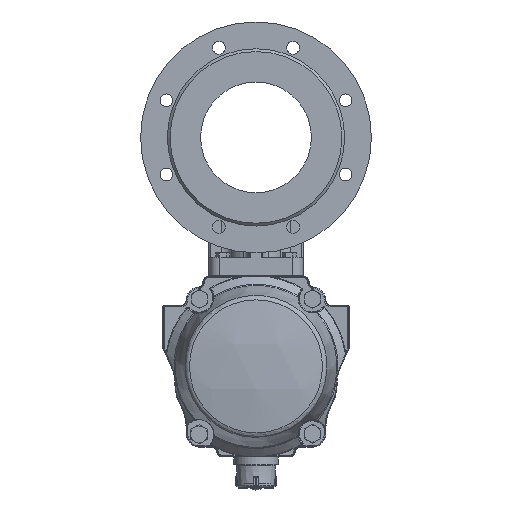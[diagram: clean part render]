
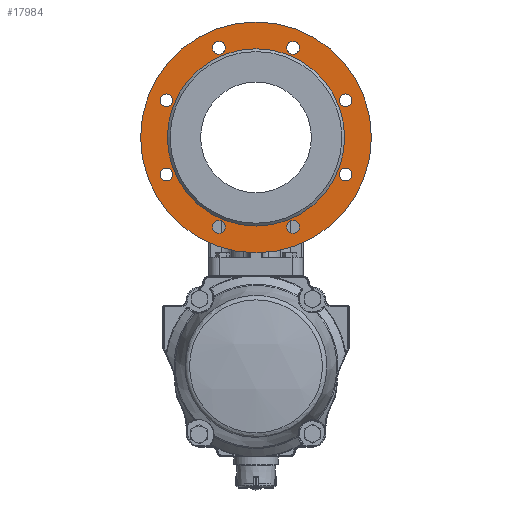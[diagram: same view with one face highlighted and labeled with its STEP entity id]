
A CAD part, front view. The second image highlights one B-rep face of the part: STEP entity #17984.
In plain terms, the highlighted planar face has unit normal (0, -1, 0).
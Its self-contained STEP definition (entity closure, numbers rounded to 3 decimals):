
#1676=CIRCLE('',#19227,125.);
#1691=CIRCLE('',#19244,6.918);
#1692=CIRCLE('',#19245,6.918);
#1693=CIRCLE('',#19246,6.918);
#1694=CIRCLE('',#19247,6.918);
#1695=CIRCLE('',#19248,6.918);
#1696=CIRCLE('',#19249,6.918);
#1697=CIRCLE('',#19250,6.918);
#1698=CIRCLE('',#19251,6.918);
#1699=CIRCLE('',#19252,96.);
#3021=ORIENTED_EDGE('',*,*,#7821,.F.);
#3022=ORIENTED_EDGE('',*,*,#7822,.F.);
#3023=ORIENTED_EDGE('',*,*,#7823,.F.);
#3024=ORIENTED_EDGE('',*,*,#7824,.F.);
#3025=ORIENTED_EDGE('',*,*,#7825,.F.);
#3026=ORIENTED_EDGE('',*,*,#7826,.F.);
#3027=ORIENTED_EDGE('',*,*,#7827,.F.);
#3028=ORIENTED_EDGE('',*,*,#7828,.F.);
#3029=ORIENTED_EDGE('',*,*,#7804,.T.);
#3030=ORIENTED_EDGE('',*,*,#7829,.T.);
#7804=EDGE_CURVE('',#10209,#10209,#1676,.T.);
#7821=EDGE_CURVE('',#10226,#10226,#1691,.T.);
#7822=EDGE_CURVE('',#10227,#10227,#1692,.T.);
#7823=EDGE_CURVE('',#10228,#10228,#1693,.T.);
#7824=EDGE_CURVE('',#10229,#10229,#1694,.T.);
#7825=EDGE_CURVE('',#10230,#10230,#1695,.T.);
#7826=EDGE_CURVE('',#10231,#10231,#1696,.T.);
#7827=EDGE_CURVE('',#10232,#10232,#1697,.T.);
#7828=EDGE_CURVE('',#10233,#10233,#1698,.T.);
#7829=EDGE_CURVE('',#10234,#10234,#1699,.T.);
#10209=VERTEX_POINT('',#26637);
#10226=VERTEX_POINT('',#26673);
#10227=VERTEX_POINT('',#26675);
#10228=VERTEX_POINT('',#26677);
#10229=VERTEX_POINT('',#26679);
#10230=VERTEX_POINT('',#26681);
#10231=VERTEX_POINT('',#26683);
#10232=VERTEX_POINT('',#26685);
#10233=VERTEX_POINT('',#26687);
#10234=VERTEX_POINT('',#26689);
#13192=EDGE_LOOP('',(#3021));
#13193=EDGE_LOOP('',(#3022));
#13194=EDGE_LOOP('',(#3023));
#13195=EDGE_LOOP('',(#3024));
#13196=EDGE_LOOP('',(#3025));
#13197=EDGE_LOOP('',(#3026));
#13198=EDGE_LOOP('',(#3027));
#13199=EDGE_LOOP('',(#3028));
#13200=EDGE_LOOP('',(#3029));
#13201=EDGE_LOOP('',(#3030));
#14507=FACE_BOUND('',#13192,.T.);
#14508=FACE_BOUND('',#13193,.T.);
#14509=FACE_BOUND('',#13194,.T.);
#14510=FACE_BOUND('',#13195,.T.);
#14511=FACE_BOUND('',#13196,.T.);
#14512=FACE_BOUND('',#13197,.T.);
#14513=FACE_BOUND('',#13198,.T.);
#14514=FACE_BOUND('',#13199,.T.);
#14515=FACE_BOUND('',#13200,.T.);
#14516=FACE_BOUND('',#13201,.T.);
#15793=PLANE('',#19243);
#17984=ADVANCED_FACE('',(#14507,#14508,#14509,#14510,#14511,#14512,#14513,
#14514,#14515,#14516),#15793,.T.);
#19227=AXIS2_PLACEMENT_3D('',#26636,#21462,#21463);
#19243=AXIS2_PLACEMENT_3D('',#26671,#21496,#21497);
#19244=AXIS2_PLACEMENT_3D('',#26672,#21498,#21499);
#19245=AXIS2_PLACEMENT_3D('',#26674,#21500,#21501);
#19246=AXIS2_PLACEMENT_3D('',#26676,#21502,#21503);
#19247=AXIS2_PLACEMENT_3D('',#26678,#21504,#21505);
#19248=AXIS2_PLACEMENT_3D('',#26680,#21506,#21507);
#19249=AXIS2_PLACEMENT_3D('',#26682,#21508,#21509);
#19250=AXIS2_PLACEMENT_3D('',#26684,#21510,#21511);
#19251=AXIS2_PLACEMENT_3D('',#26686,#21512,#21513);
#19252=AXIS2_PLACEMENT_3D('',#26688,#21514,#21515);
#21462=DIRECTION('',(0.,-1.,0.));
#21463=DIRECTION('',(1.,0.,0.));
#21496=DIRECTION('',(0.,-1.,0.));
#21497=DIRECTION('',(0.,0.,-1.));
#21498=DIRECTION('',(0.,-1.,0.));
#21499=DIRECTION('',(-1.,0.,0.));
#21500=DIRECTION('',(0.,-1.,0.));
#21501=DIRECTION('',(-1.,0.,0.));
#21502=DIRECTION('',(0.,-1.,0.));
#21503=DIRECTION('',(-1.,0.,0.));
#21504=DIRECTION('',(0.,-1.,0.));
#21505=DIRECTION('',(-1.,0.,0.));
#21506=DIRECTION('',(0.,-1.,0.));
#21507=DIRECTION('',(-1.,0.,0.));
#21508=DIRECTION('',(0.,-1.,0.));
#21509=DIRECTION('',(-1.,0.,0.));
#21510=DIRECTION('',(0.,-1.,0.));
#21511=DIRECTION('',(-1.,0.,0.));
#21512=DIRECTION('',(0.,-1.,0.));
#21513=DIRECTION('',(-1.,0.,0.));
#21514=DIRECTION('',(0.,1.,0.));
#21515=DIRECTION('',(1.,0.,0.));
#26636=CARTESIAN_POINT('',(0.,-97.,0.));
#26637=CARTESIAN_POINT('',(125.,-97.,0.));
#26671=CARTESIAN_POINT('',(0.,-97.,0.));
#26672=CARTESIAN_POINT('',(-97.007,-97.,40.182));
#26673=CARTESIAN_POINT('',(-103.925,-97.,40.182));
#26674=CARTESIAN_POINT('',(-40.182,-97.,97.007));
#26675=CARTESIAN_POINT('',(-47.099,-97.,97.007));
#26676=CARTESIAN_POINT('',(40.182,-97.,97.007));
#26677=CARTESIAN_POINT('',(33.264,-97.,97.007));
#26678=CARTESIAN_POINT('',(97.007,-97.,40.182));
#26679=CARTESIAN_POINT('',(90.09,-97.,40.182));
#26680=CARTESIAN_POINT('',(-97.007,-97.,-40.182));
#26681=CARTESIAN_POINT('',(-103.925,-97.,-40.182));
#26682=CARTESIAN_POINT('',(-40.182,-97.,-97.007));
#26683=CARTESIAN_POINT('',(-47.099,-97.,-97.007));
#26684=CARTESIAN_POINT('',(40.182,-97.,-97.007));
#26685=CARTESIAN_POINT('',(33.264,-97.,-97.007));
#26686=CARTESIAN_POINT('',(97.007,-97.,-40.182));
#26687=CARTESIAN_POINT('',(90.09,-97.,-40.182));
#26688=CARTESIAN_POINT('',(0.,-97.,0.));
#26689=CARTESIAN_POINT('',(96.,-97.,0.));
